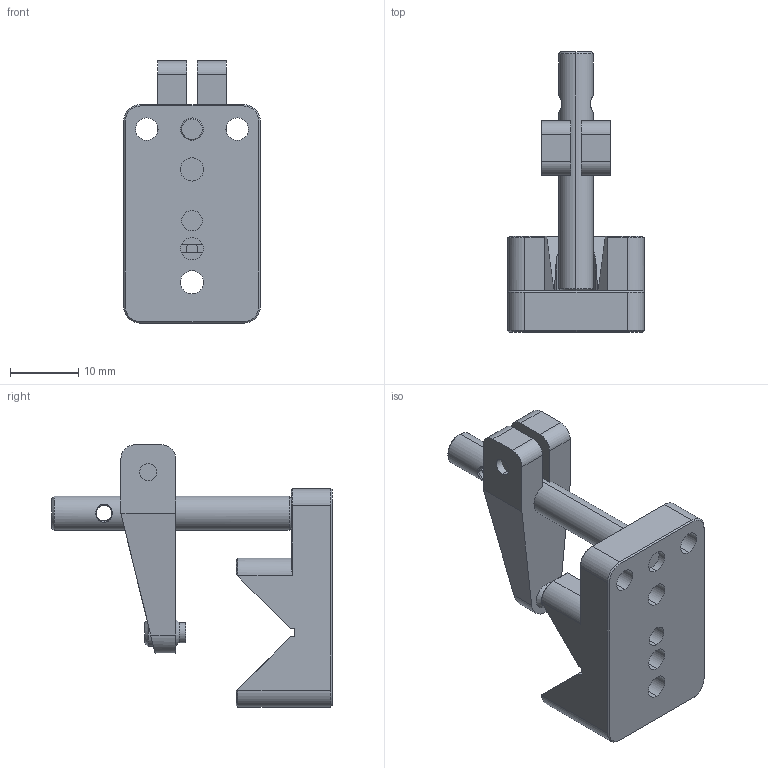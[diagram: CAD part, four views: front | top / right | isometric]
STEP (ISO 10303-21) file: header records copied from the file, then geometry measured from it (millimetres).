
FILE_DESCRIPTION (( 'STEP AP214' ), '1' );
FILE_NAME ('1.3.5.1_ZZV-20_小型V形安装座，长度20mm，附带压臂，A.STEP', '2020-09-06T01:14:09', ( '' ), ( '' ), 'SwSTEP 2.0', 'SolidWorks 2018', '' );
FILE_SCHEMA (( 'AUTOMOTIVE_DESIGN' ));
Length unit declared in the file: millimetre
Products named in the file (1): 1.3.5.1_ZZV-20_小型V形安装座，长度20mm，附带压臂，A
Bounding box: 20 x 41 x 38.4 mm (x, y, z)
Surface area: 4803.3 mm2 (no closed solid volume)
Topology: 0 solids, 7 shells, 147 faces, 395 edges, 254 vertices
Faces by surface type: plane 66, cylinder 47, cone 30, bspline 4
Entity records: 8811 total; most frequent: CARTESIAN_POINT 3495, DIRECTION 755, ORIENTED_EDGE 754, EDGE_CURVE 395, AXIS2_PLACEMENT_3D 274, VERTEX_POINT 254, VECTOR 207, LINE 207
